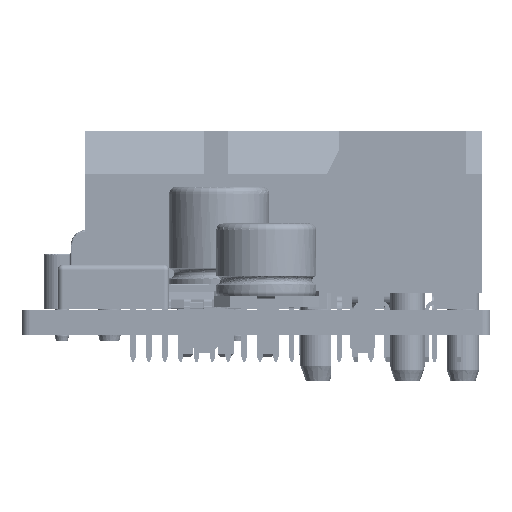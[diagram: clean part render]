
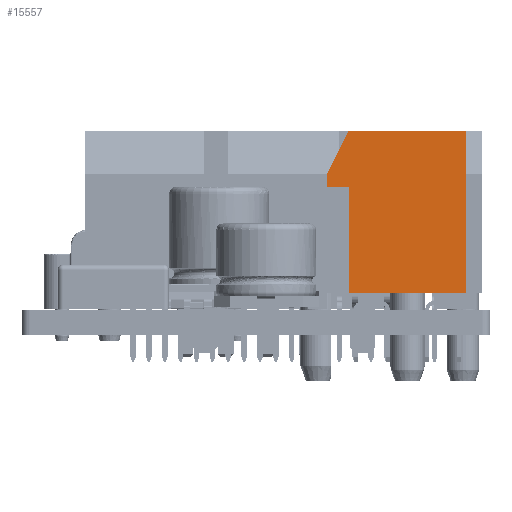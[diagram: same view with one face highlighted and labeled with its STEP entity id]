
A CAD part, left-side view. The second image highlights one B-rep face of the part: STEP entity #15557.
In plain terms, the highlighted face is planar.
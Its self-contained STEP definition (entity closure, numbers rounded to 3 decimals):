
#15144 = EDGE_CURVE('',#15145,#15147,#15149,.T.);
#15145 = VERTEX_POINT('',#15146);
#15146 = CARTESIAN_POINT('',(10.35,1.,3.7));
#15147 = VERTEX_POINT('',#15148);
#15148 = CARTESIAN_POINT('',(10.35,1.,-3.7));
#15149 = LINE('',#15150,#15151);
#15150 = CARTESIAN_POINT('',(10.35,1.,3.7));
#15151 = VECTOR('',#15152,1.);
#15152 = DIRECTION('',(0.,0.,-1.));
#15493 = VERTEX_POINT('',#15494);
#15494 = CARTESIAN_POINT('',(10.35,7.7,3.7));
#15547 = EDGE_CURVE('',#15493,#15145,#15548,.T.);
#15548 = LINE('',#15549,#15550);
#15549 = CARTESIAN_POINT('',(10.35,48.572,3.7));
#15550 = VECTOR('',#15551,1.);
#15551 = DIRECTION('',(-0.,-1.,-0.));
#15557 = ADVANCED_FACE('',(#15558),#15600,.F.);
#15558 = FACE_BOUND('',#15559,.T.);
#15559 = EDGE_LOOP('',(#15560,#15570,#15578,#15586,#15592,#15593,#15594)
  );
#15560 = ORIENTED_EDGE('',*,*,#15561,.F.);
#15561 = EDGE_CURVE('',#15562,#15564,#15566,.T.);
#15562 = VERTEX_POINT('',#15563);
#15563 = CARTESIAN_POINT('',(10.35,11.25,3.7));
#15564 = VERTEX_POINT('',#15565);
#15565 = CARTESIAN_POINT('',(10.35,11.25,-3.7));
#15566 = LINE('',#15567,#15568);
#15567 = CARTESIAN_POINT('',(10.35,11.25,3.7));
#15568 = VECTOR('',#15569,1.);
#15569 = DIRECTION('',(0.,0.,-1.));
#15570 = ORIENTED_EDGE('',*,*,#15571,.T.);
#15571 = EDGE_CURVE('',#15562,#15572,#15574,.T.);
#15572 = VERTEX_POINT('',#15573);
#15573 = CARTESIAN_POINT('',(10.35,8.5,5.1));
#15574 = LINE('',#15575,#15576);
#15575 = CARTESIAN_POINT('',(10.35,11.25,3.7));
#15576 = VECTOR('',#15577,1.);
#15577 = DIRECTION('',(0.,-0.891,0.454));
#15578 = ORIENTED_EDGE('',*,*,#15579,.T.);
#15579 = EDGE_CURVE('',#15572,#15580,#15582,.T.);
#15580 = VERTEX_POINT('',#15581);
#15581 = CARTESIAN_POINT('',(10.35,7.7,5.1));
#15582 = LINE('',#15583,#15584);
#15583 = CARTESIAN_POINT('',(10.35,8.5,5.1));
#15584 = VECTOR('',#15585,1.);
#15585 = DIRECTION('',(0.,-1.,0.));
#15586 = ORIENTED_EDGE('',*,*,#15587,.T.);
#15587 = EDGE_CURVE('',#15580,#15493,#15588,.T.);
#15588 = LINE('',#15589,#15590);
#15589 = CARTESIAN_POINT('',(10.35,7.7,5.1));
#15590 = VECTOR('',#15591,1.);
#15591 = DIRECTION('',(0.,0.,-1.));
#15592 = ORIENTED_EDGE('',*,*,#15547,.T.);
#15593 = ORIENTED_EDGE('',*,*,#15144,.T.);
#15594 = ORIENTED_EDGE('',*,*,#15595,.F.);
#15595 = EDGE_CURVE('',#15564,#15147,#15596,.T.);
#15596 = LINE('',#15597,#15598);
#15597 = CARTESIAN_POINT('',(10.35,48.572,-3.7));
#15598 = VECTOR('',#15599,1.);
#15599 = DIRECTION('',(-0.,-1.,-0.));
#15600 = PLANE('',#15601);
#15601 = AXIS2_PLACEMENT_3D('',#15602,#15603,#15604);
#15602 = CARTESIAN_POINT('',(10.35,48.572,3.7));
#15603 = DIRECTION('',(-1.,0.,0.));
#15604 = DIRECTION('',(0.,0.,1.));
